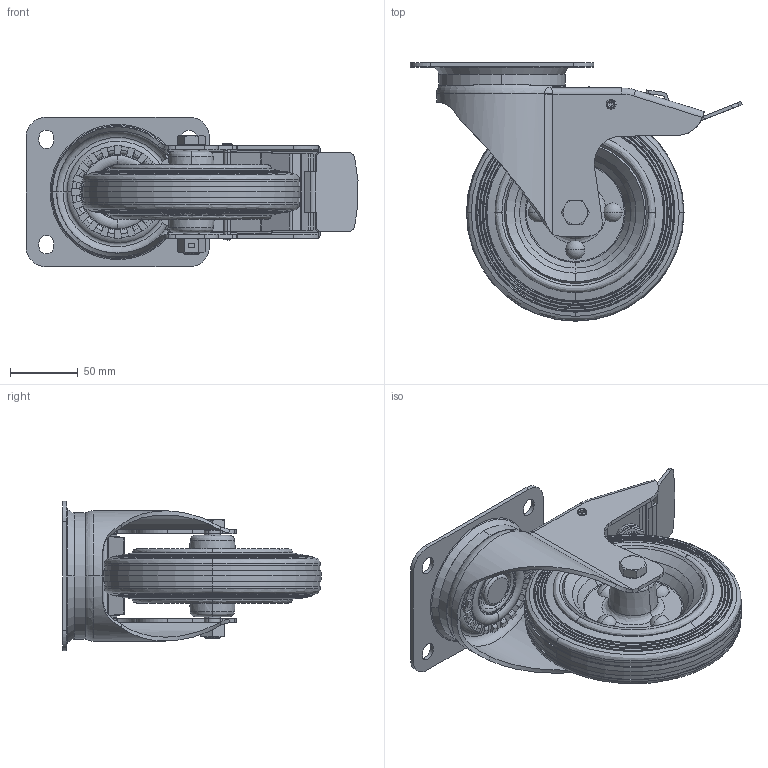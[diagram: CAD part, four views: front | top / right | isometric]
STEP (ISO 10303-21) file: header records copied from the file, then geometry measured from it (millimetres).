
FILE_DESCRIPTION (( 'STEP AP214' ), '1' );
FILE_NAME ('0055968.step', '2023-10-20T10:01:49', ( '' ), ( '' ), 'SwSTEP 2.0', 'SolidWorks 2020', '' );
FILE_SCHEMA (( 'AUTOMOTIVE_DESIGN' ));
Length unit declared in the file: millimetre
Products named in the file (1): 0055968
Bounding box: 244.14 x 190 x 110 mm (x, y, z)
Surface area: 182128.3 mm2 (no closed solid volume)
Topology: 0 solids, 37 shells, 696 faces, 2130 edges, 1442 vertices
Faces by surface type: plane 223, bspline 144, cone 117, torus 106, cylinder 94, sphere 12
Entity records: 38945 total; most frequent: CARTESIAN_POINT 13114, DIRECTION 3848, ORIENTED_EDGE 3442, EDGE_CURVE 2114, AXIS2_PLACEMENT_3D 1512, VERTEX_POINT 1442, CIRCLE 959, LINE 824
